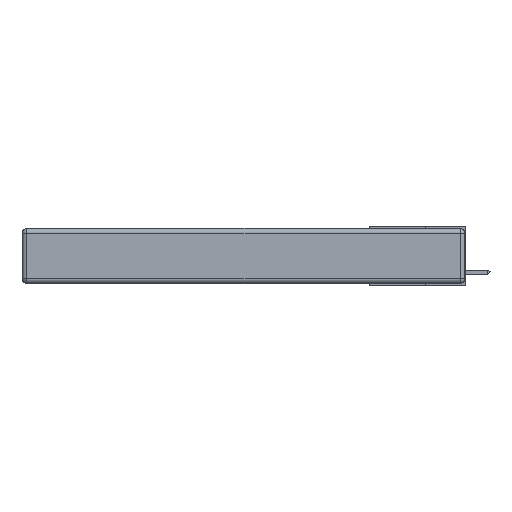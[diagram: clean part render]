
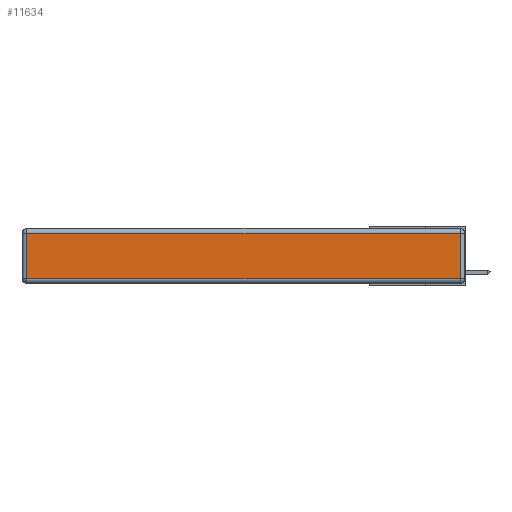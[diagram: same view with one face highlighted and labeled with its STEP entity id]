
A CAD part, left-side view. The second image highlights one B-rep face of the part: STEP entity #11634.
In plain terms, the highlighted planar face has unit normal (-1, 0, 0).
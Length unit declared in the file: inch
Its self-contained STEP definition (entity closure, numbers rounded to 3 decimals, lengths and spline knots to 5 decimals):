
#91 = EDGE_CURVE ( 'NONE', #18998, #4427, #15601, .T. ) ;
#1582 = CARTESIAN_POINT ( 'NONE',  ( 0., 2.75, -0.03 ) ) ;
#1705 = CARTESIAN_POINT ( 'NONE',  ( 0., 0., -0.313 ) ) ;
#2201 = ORIENTED_EDGE ( 'NONE', *, *, #13971, .T. ) ;
#2308 = CARTESIAN_POINT ( 'NONE',  ( 0., 0.03, -0.343 ) ) ;
#2897 = PLANE ( 'NONE',  #3517 ) ;
#3354 = LINE ( 'NONE', #2308, #18981 ) ;
#3517 = AXIS2_PLACEMENT_3D ( 'NONE', #8034, #16427, #19907 ) ;
#3585 = ORIENTED_EDGE ( 'NONE', *, *, #91, .T. ) ;
#3786 = VECTOR ( 'NONE', #17183, 39.37008 ) ;
#3787 = VECTOR ( 'NONE', #15467, 39.37008 ) ;
#4427 = VERTEX_POINT ( 'NONE', #22150 ) ;
#6669 = EDGE_CURVE ( 'NONE', #9408, #10603, #3354, .T. ) ;
#8034 = CARTESIAN_POINT ( 'NONE',  ( 0., 0., -0.343 ) ) ;
#9376 = EDGE_LOOP ( 'NONE', ( #2201, #12318, #20301, #3585 ) ) ;
#9408 = VERTEX_POINT ( 'NONE', #17701 ) ;
#10603 = VERTEX_POINT ( 'NONE', #19777 ) ;
#11572 = CARTESIAN_POINT ( 'NONE',  ( 0., 2.72, -0.03 ) ) ;
#11634 = ADVANCED_FACE ( 'NONE', ( #18707 ), #2897, .T. ) ;
#12318 = ORIENTED_EDGE ( 'NONE', *, *, #6669, .T. ) ;
#13625 = VECTOR ( 'NONE', #20691, 39.37008 ) ;
#13971 = EDGE_CURVE ( 'NONE', #4427, #9408, #18005, .T. ) ;
#15467 = DIRECTION ( 'NONE',  ( 0., 0., -1. ) ) ;
#15601 = LINE ( 'NONE', #20469, #3787 ) ;
#16062 = DIRECTION ( 'NONE',  ( 0., 0., 1. ) ) ;
#16427 = DIRECTION ( 'NONE',  ( -1., 0., 0. ) ) ;
#17183 = DIRECTION ( 'NONE',  ( 0., 1., 0. ) ) ;
#17701 = CARTESIAN_POINT ( 'NONE',  ( 0., 0.03, -0.313 ) ) ;
#18005 = LINE ( 'NONE', #1705, #13625 ) ;
#18089 = EDGE_CURVE ( 'NONE', #10603, #18998, #19415, .T. ) ;
#18707 = FACE_OUTER_BOUND ( 'NONE', #9376, .T. ) ;
#18981 = VECTOR ( 'NONE', #16062, 39.37008 ) ;
#18998 = VERTEX_POINT ( 'NONE', #11572 ) ;
#19415 = LINE ( 'NONE', #1582, #3786 ) ;
#19777 = CARTESIAN_POINT ( 'NONE',  ( 0., 0.03, -0.03 ) ) ;
#19907 = DIRECTION ( 'NONE',  ( 0., 0., 1. ) ) ;
#20301 = ORIENTED_EDGE ( 'NONE', *, *, #18089, .T. ) ;
#20469 = CARTESIAN_POINT ( 'NONE',  ( 0., 2.72, -0.343 ) ) ;
#20691 = DIRECTION ( 'NONE',  ( 0., -1., 0. ) ) ;
#22150 = CARTESIAN_POINT ( 'NONE',  ( 0., 2.72, -0.313 ) ) ;
